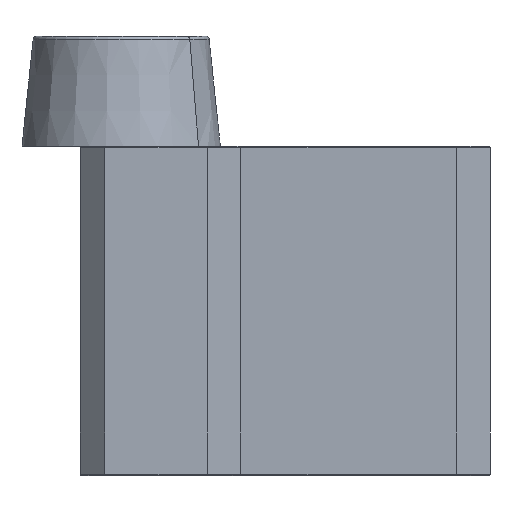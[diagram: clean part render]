
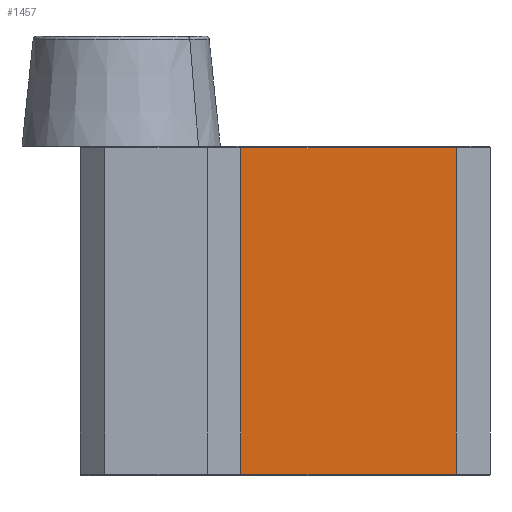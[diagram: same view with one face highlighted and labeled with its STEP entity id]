
A CAD part, left-side view. The second image highlights one B-rep face of the part: STEP entity #1457.
In plain terms, the highlighted planar face has unit normal (-1, 0, 0).
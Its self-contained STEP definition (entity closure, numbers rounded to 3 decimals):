
#864 = CARTESIAN_POINT ( 'NONE',  ( -17.95, -9.2, 10.05 ) ) ;
#1112 = DIRECTION ( 'NONE',  ( 1., 0., 0. ) ) ;
#1210 = FACE_OUTER_BOUND ( 'NONE', #16962, .T. ) ;
#1457 = ADVANCED_FACE ( 'NONE', ( #1210 ), #14347, .F. ) ;
#1722 = VECTOR ( 'NONE', #6998, 1000. ) ;
#2545 = LINE ( 'NONE', #7097, #1722 ) ;
#3280 = CARTESIAN_POINT ( 'NONE',  ( -17.95, -9.2, -9.95 ) ) ;
#4351 = EDGE_CURVE ( 'NONE', #15609, #4373, #2545, .T. ) ;
#4373 = VERTEX_POINT ( 'NONE', #8258 ) ;
#5428 = CARTESIAN_POINT ( 'NONE',  ( -17.95, -9.2, 9.95 ) ) ;
#6110 = VERTEX_POINT ( 'NONE', #6545 ) ;
#6545 = CARTESIAN_POINT ( 'NONE',  ( -17.95, -22.35, 9.95 ) ) ;
#6696 = LINE ( 'NONE', #18521, #18432 ) ;
#6998 = DIRECTION ( 'NONE',  ( 0., -1., 0. ) ) ;
#7097 = CARTESIAN_POINT ( 'NONE',  ( -17.95, -22.35, -9.95 ) ) ;
#8258 = CARTESIAN_POINT ( 'NONE',  ( -17.95, -22.35, -9.95 ) ) ;
#8553 = DIRECTION ( 'NONE',  ( 0., 1., 0. ) ) ;
#9583 = DIRECTION ( 'NONE',  ( 0., 0., -1. ) ) ;
#11274 = ORIENTED_EDGE ( 'NONE', *, *, #17013, .T. ) ;
#11573 = VECTOR ( 'NONE', #12554, 1000. ) ;
#12168 = AXIS2_PLACEMENT_3D ( 'NONE', #14547, #1112, #8553 ) ;
#12189 = VECTOR ( 'NONE', #14317, 1000. ) ;
#12554 = DIRECTION ( 'NONE',  ( 0., 0., -1. ) ) ;
#13258 = ORIENTED_EDGE ( 'NONE', *, *, #4351, .T. ) ;
#13814 = ORIENTED_EDGE ( 'NONE', *, *, #17436, .T. ) ;
#14127 = LINE ( 'NONE', #5428, #12189 ) ;
#14317 = DIRECTION ( 'NONE',  ( 0., 1., 0. ) ) ;
#14347 = PLANE ( 'NONE',  #12168 ) ;
#14547 = CARTESIAN_POINT ( 'NONE',  ( -17.95, -9.2, 10.05 ) ) ;
#14997 = LINE ( 'NONE', #864, #11573 ) ;
#15107 = EDGE_CURVE ( 'NONE', #6110, #4373, #6696, .T. ) ;
#15145 = VERTEX_POINT ( 'NONE', #17160 ) ;
#15609 = VERTEX_POINT ( 'NONE', #3280 ) ;
#15610 = ORIENTED_EDGE ( 'NONE', *, *, #15107, .F. ) ;
#16962 = EDGE_LOOP ( 'NONE', ( #11274, #13258, #15610, #13814 ) ) ;
#17013 = EDGE_CURVE ( 'NONE', #15145, #15609, #14997, .T. ) ;
#17160 = CARTESIAN_POINT ( 'NONE',  ( -17.95, -9.2, 9.95 ) ) ;
#17436 = EDGE_CURVE ( 'NONE', #6110, #15145, #14127, .T. ) ;
#18432 = VECTOR ( 'NONE', #9583, 1000. ) ;
#18521 = CARTESIAN_POINT ( 'NONE',  ( -17.95, -22.35, 10.05 ) ) ;
